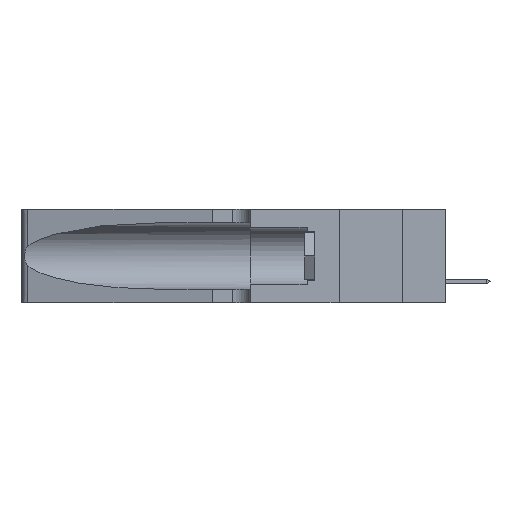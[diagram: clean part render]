
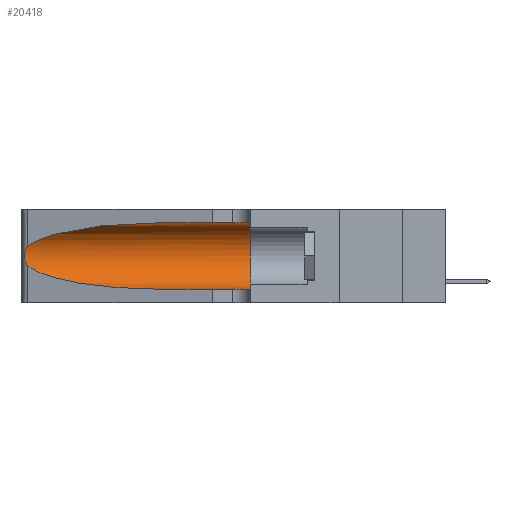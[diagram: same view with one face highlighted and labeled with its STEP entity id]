
A CAD part, left-side view. The second image highlights one B-rep face of the part: STEP entity #20418.
In plain terms, the highlighted cylindrical face has radius 3.308 mm (diameter 6.617 mm), a partial arc.
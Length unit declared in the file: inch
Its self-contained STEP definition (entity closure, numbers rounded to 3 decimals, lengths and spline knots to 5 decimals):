
#123 = CARTESIAN_POINT ( 'NONE',  ( 0.25555, 1.22993, 0.14849 ) ) ;
#1380 = DIRECTION ( 'NONE',  ( 0., -1., 0. ) ) ;
#1493 = CARTESIAN_POINT ( 'NONE',  ( 0.25487, 1.22718, 0.14631 ) ) ;
#2356 = EDGE_CURVE ( 'NONE', #9767, #21024, #7380, .T. ) ;
#3088 = CARTESIAN_POINT ( 'NONE',  ( 0.25639, 1.23184, 0.21858 ) ) ;
#3327 = CARTESIAN_POINT ( 'NONE',  ( 0.26075, 1.23896, 0.19203 ) ) ;
#4001 = EDGE_CURVE ( 'NONE', #18971, #28401, #27854, .T. ) ;
#4280 = CARTESIAN_POINT ( 'NONE',  ( 0.1305, 0.72297, 0.05475 ) ) ;
#4586 = CARTESIAN_POINT ( 'NONE',  ( 0.1305, 0.35, 0.05475 ) ) ;
#5988 = CARTESIAN_POINT ( 'NONE',  ( 0.25555, 1.22994, 0.2215 ) ) ;
#6101 = CARTESIAN_POINT ( 'NONE',  ( 0.25787, 1.23484, 0.2124 ) ) ;
#6570 = VECTOR ( 'NONE', #27668, 39.37008 ) ;
#6948 = CARTESIAN_POINT ( 'NONE',  ( 0.1305, 1.61858, 0.31525 ) ) ;
#7286 = ORIENTED_EDGE ( 'NONE', *, *, #8283, .T. ) ;
#7380 = LINE ( 'NONE', #19133, #37490 ) ;
#7887 = VERTEX_POINT ( 'NONE', #26749 ) ;
#8283 = EDGE_CURVE ( 'NONE', #28401, #9767, #20257, .T. ) ;
#8966 = CARTESIAN_POINT ( 'NONE',  ( 0.26017, 1.23833, 0.17102 ) ) ;
#9088 = CARTESIAN_POINT ( 'NONE',  ( 0.25789, 1.23486, 0.15765 ) ) ;
#9264 = EDGE_CURVE ( 'NONE', #7887, #18971, #13402, .T. ) ;
#9767 = VERTEX_POINT ( 'NONE', #11332 ) ;
#9864 = ORIENTED_EDGE ( 'NONE', *, *, #12281, .F. ) ;
#10169 = CARTESIAN_POINT ( 'NONE',  ( 0.1305, 0.72297, 0.31525 ) ) ;
#10603 = DIRECTION ( 'NONE',  ( 0., -1., 0. ) ) ;
#11332 = CARTESIAN_POINT ( 'NONE',  ( 0.1305, 0.72297, 0.05475 ) ) ;
#12198 = CARTESIAN_POINT ( 'NONE',  ( 0.25487, 1.22718, 0.22369 ) ) ;
#12281 = EDGE_CURVE ( 'NONE', #7887, #28873, #36179, .T. ) ;
#12418 = ORIENTED_EDGE ( 'NONE', *, *, #23761, .F. ) ;
#13275 = AXIS2_PLACEMENT_3D ( 'NONE', #24641, #10603, #13581 ) ;
#13292 = CARTESIAN_POINT ( 'NONE',  ( 0.25487, 1.22718, 0.22369 ) ) ;
#13402 =( BOUNDED_CURVE ( )  B_SPLINE_CURVE ( 3, ( #10169, #30875, #36279, #13292 ),
 .UNSPECIFIED., .F., .F. ) 
 B_SPLINE_CURVE_WITH_KNOTS ( ( 4, 4 ),
 ( 1.5708, 2.84003 ),
 .UNSPECIFIED. ) 
 CURVE ( )  GEOMETRIC_REPRESENTATION_ITEM ( )  RATIONAL_B_SPLINE_CURVE ( ( 1., 0.87, 0.87, 1. ) ) 
 REPRESENTATION_ITEM ( '' )  );
#13581 = DIRECTION ( 'NONE',  ( 0., 0., -1. ) ) ;
#14919 = CARTESIAN_POINT ( 'NONE',  ( 0.25639, 1.23186, 0.15144 ) ) ;
#18251 = CARTESIAN_POINT ( 'NONE',  ( 0.26075, 1.23896, 0.178 ) ) ;
#18971 = VERTEX_POINT ( 'NONE', #34111 ) ;
#19133 = CARTESIAN_POINT ( 'NONE',  ( 0.1305, 1.61858, 0.05475 ) ) ;
#20257 =( BOUNDED_CURVE ( )  B_SPLINE_CURVE ( 3, ( #33890, #32845, #24745, #4280 ),
 .UNSPECIFIED., .F., .T. ) 
 B_SPLINE_CURVE_WITH_KNOTS ( ( 4, 4 ),
 ( 3.44316, 4.71239 ),
 .UNSPECIFIED. ) 
 CURVE ( )  GEOMETRIC_REPRESENTATION_ITEM ( )  RATIONAL_B_SPLINE_CURVE ( ( 1., 0.87, 0.87, 1. ) ) 
 REPRESENTATION_ITEM ( '' )  );
#20418 = ADVANCED_FACE ( 'NONE', ( #37760 ), #30969, .F. ) ;
#20433 = DIRECTION ( 'NONE',  ( 0., 1., 0. ) ) ;
#21024 = VERTEX_POINT ( 'NONE', #4586 ) ;
#21301 = ORIENTED_EDGE ( 'NONE', *, *, #9264, .T. ) ;
#22390 = ORIENTED_EDGE ( 'NONE', *, *, #4001, .T. ) ;
#23761 = EDGE_CURVE ( 'NONE', #28873, #21024, #36411, .T. ) ;
#24641 = CARTESIAN_POINT ( 'NONE',  ( 0.1305, 1.61858, 0.185 ) ) ;
#24745 = CARTESIAN_POINT ( 'NONE',  ( 0.18966, 0.96281, 0.05475 ) ) ;
#26416 = DIRECTION ( 'NONE',  ( 0., 0., 1. ) ) ;
#26749 = CARTESIAN_POINT ( 'NONE',  ( 0.1305, 0.72297, 0.31525 ) ) ;
#27668 = DIRECTION ( 'NONE',  ( 0., -1., 0. ) ) ;
#27854 = B_SPLINE_CURVE_WITH_KNOTS ( 'NONE', 3,
 ( #12198, #5988, #3088, #6101, #29908, #29679, #3327, #18251, #8966, #32888, #9088, #14919, #123, #35497 ),
 .UNSPECIFIED., .F., .F.,
 ( 4, 2, 2, 2, 2, 2, 4 ),
 ( 0., 0.00027, 0.00053, 0.00107, 0.0016, 0.00187, 0.00214 ),
 .UNSPECIFIED. ) ;
#28401 = VERTEX_POINT ( 'NONE', #1493 ) ;
#28491 = AXIS2_PLACEMENT_3D ( 'NONE', #38175, #20433, #26416 ) ;
#28587 = EDGE_LOOP ( 'NONE', ( #21301, #22390, #7286, #28851, #12418, #9864 ) ) ;
#28851 = ORIENTED_EDGE ( 'NONE', *, *, #2356, .T. ) ;
#28873 = VERTEX_POINT ( 'NONE', #38068 ) ;
#29679 = CARTESIAN_POINT ( 'NONE',  ( 0.26018, 1.23835, 0.19895 ) ) ;
#29908 = CARTESIAN_POINT ( 'NONE',  ( 0.25854, 1.2359, 0.20912 ) ) ;
#30875 = CARTESIAN_POINT ( 'NONE',  ( 0.18966, 0.96281, 0.31525 ) ) ;
#30969 = CYLINDRICAL_SURFACE ( 'NONE', #13275, 0.13025 ) ;
#32845 = CARTESIAN_POINT ( 'NONE',  ( 0.2373, 1.15595, 0.08982 ) ) ;
#32888 = CARTESIAN_POINT ( 'NONE',  ( 0.25856, 1.23593, 0.16098 ) ) ;
#33890 = CARTESIAN_POINT ( 'NONE',  ( 0.25487, 1.22718, 0.14631 ) ) ;
#34111 = CARTESIAN_POINT ( 'NONE',  ( 0.25487, 1.22718, 0.22369 ) ) ;
#35497 = CARTESIAN_POINT ( 'NONE',  ( 0.25487, 1.22718, 0.14631 ) ) ;
#36179 = LINE ( 'NONE', #6948, #6570 ) ;
#36279 = CARTESIAN_POINT ( 'NONE',  ( 0.2373, 1.15595, 0.28018 ) ) ;
#36411 = CIRCLE ( 'NONE', #28491, 0.13025 ) ;
#37490 = VECTOR ( 'NONE', #1380, 39.37008 ) ;
#37760 = FACE_OUTER_BOUND ( 'NONE', #28587, .T. ) ;
#38068 = CARTESIAN_POINT ( 'NONE',  ( 0.1305, 0.35, 0.31525 ) ) ;
#38175 = CARTESIAN_POINT ( 'NONE',  ( 0.1305, 0.35, 0.185 ) ) ;
